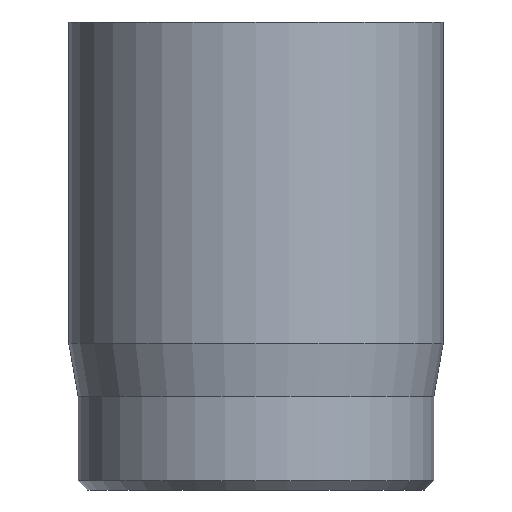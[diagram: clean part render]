
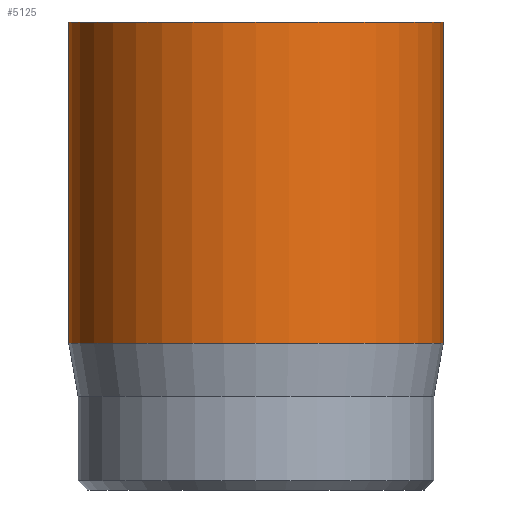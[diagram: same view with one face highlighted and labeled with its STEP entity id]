
A CAD part, front view. The second image highlights one B-rep face of the part: STEP entity #5125.
In plain terms, the highlighted cylindrical face has radius 2 mm (diameter 4 mm), a full revolution.
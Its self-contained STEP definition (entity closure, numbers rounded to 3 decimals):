
#43=CYLINDRICAL_SURFACE('',#5343,2.);
#62=CIRCLE('',#5318,2.);
#73=CIRCLE('',#5341,2.);
#74=CIRCLE('',#5342,2.);
#426=FACE_OUTER_BOUND('',#731,.T.);
#731=EDGE_LOOP('',(#4345,#4346,#4347,#4348,#4349));
#1096=LINE('',#9184,#1469);
#1469=VECTOR('',#5870,2.);
#2282=VERTEX_POINT('',#9139);
#2293=VERTEX_POINT('',#9178);
#2294=VERTEX_POINT('',#9179);
#2983=EDGE_CURVE('',#2282,#2282,#62,.T.);
#2999=EDGE_CURVE('',#2293,#2294,#73,.T.);
#3000=EDGE_CURVE('',#2294,#2293,#74,.T.);
#3002=EDGE_CURVE('',#2282,#2293,#1096,.T.);
#4345=ORIENTED_EDGE('',*,*,#2983,.T.);
#4346=ORIENTED_EDGE('',*,*,#3002,.T.);
#4347=ORIENTED_EDGE('',*,*,#2999,.T.);
#4348=ORIENTED_EDGE('',*,*,#3000,.T.);
#4349=ORIENTED_EDGE('',*,*,#3002,.F.);
#5125=ADVANCED_FACE('',(#426),#43,.T.);
#5318=AXIS2_PLACEMENT_3D('',#9140,#5812,#5813);
#5341=AXIS2_PLACEMENT_3D('',#9180,#5863,#5864);
#5342=AXIS2_PLACEMENT_3D('',#9181,#5865,#5866);
#5343=AXIS2_PLACEMENT_3D('',#9183,#5868,#5869);
#5812=DIRECTION('center_axis',(0.,0.,-1.));
#5813=DIRECTION('ref_axis',(-1.,0.,0.));
#5863=DIRECTION('center_axis',(0.,0.,1.));
#5864=DIRECTION('ref_axis',(-1.,0.,0.));
#5865=DIRECTION('center_axis',(0.,0.,1.));
#5866=DIRECTION('ref_axis',(-1.,0.,0.));
#5868=DIRECTION('center_axis',(0.,0.,1.));
#5869=DIRECTION('ref_axis',(-1.,0.,0.));
#5870=DIRECTION('',(0.,0.,-1.));
#9139=CARTESIAN_POINT('',(2.,0.,5.));
#9140=CARTESIAN_POINT('Origin',(0.,0.,5.));
#9178=CARTESIAN_POINT('',(2.,0.,1.567));
#9179=CARTESIAN_POINT('',(-2.,0.,1.567));
#9180=CARTESIAN_POINT('Origin',(0.,0.,1.567));
#9181=CARTESIAN_POINT('Origin',(0.,0.,1.567));
#9183=CARTESIAN_POINT('Origin',(0.,0.,0.));
#9184=CARTESIAN_POINT('',(2.,0.,0.));
